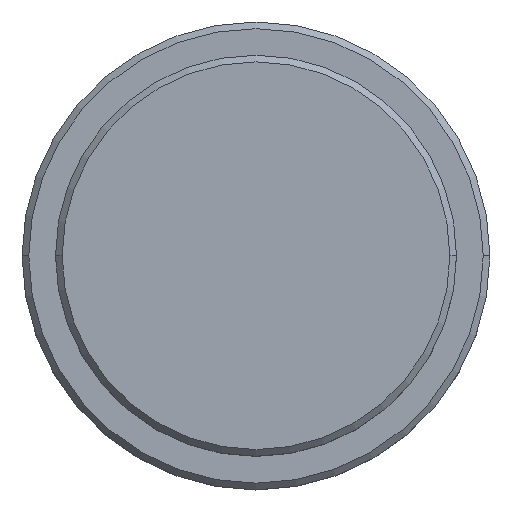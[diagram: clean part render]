
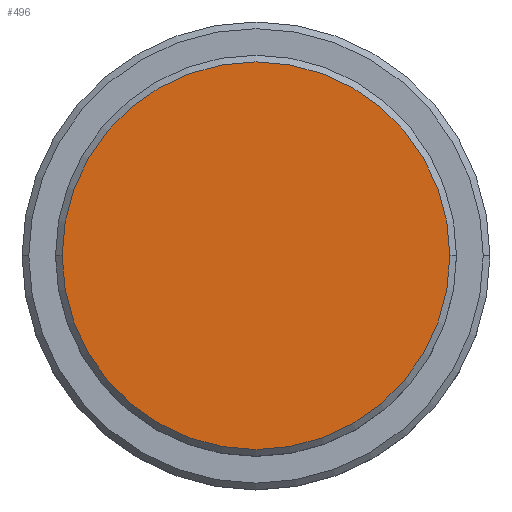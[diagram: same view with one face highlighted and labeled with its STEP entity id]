
A CAD part, top view. The second image highlights one B-rep face of the part: STEP entity #496.
In plain terms, the highlighted planar face has unit normal (0, 0, 1).
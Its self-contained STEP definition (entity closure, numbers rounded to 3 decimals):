
#56 = DIRECTION ( 'NONE',  ( 1., 0., 0. ) ) ;
#103 = DIRECTION ( 'NONE',  ( 0., 0., 1. ) ) ;
#113 = EDGE_LOOP ( 'NONE', ( #1356, #1025 ) ) ;
#150 = AXIS2_PLACEMENT_3D ( 'NONE', #1289, #103, #1091 ) ;
#227 = CARTESIAN_POINT ( 'NONE',  ( 14.5, 0., 0. ) ) ;
#276 = VERTEX_POINT ( 'NONE', #227 ) ;
#297 = AXIS2_PLACEMENT_3D ( 'NONE', #819, #1157, #1270 ) ;
#496 = ADVANCED_FACE ( 'NONE', ( #697 ), #1385, .T. ) ;
#688 = CIRCLE ( 'NONE', #150, 14.5 ) ;
#697 = FACE_OUTER_BOUND ( 'NONE', #113, .T. ) ;
#707 = CARTESIAN_POINT ( 'NONE',  ( 0., 0., 0. ) ) ;
#819 = CARTESIAN_POINT ( 'NONE',  ( 0., 0., 0. ) ) ;
#859 = VERTEX_POINT ( 'NONE', #1218 ) ;
#938 = DIRECTION ( 'NONE',  ( 0., 0., 1. ) ) ;
#1016 = AXIS2_PLACEMENT_3D ( 'NONE', #707, #938, #56 ) ;
#1023 = EDGE_CURVE ( 'NONE', #859, #276, #1257, .T. ) ;
#1025 = ORIENTED_EDGE ( 'NONE', *, *, #1283, .T. ) ;
#1091 = DIRECTION ( 'NONE',  ( 1., 0., 0. ) ) ;
#1157 = DIRECTION ( 'NONE',  ( 0., 0., 1. ) ) ;
#1218 = CARTESIAN_POINT ( 'NONE',  ( -14.5, 0., 0. ) ) ;
#1257 = CIRCLE ( 'NONE', #297, 14.5 ) ;
#1270 = DIRECTION ( 'NONE',  ( 1., 0., 0. ) ) ;
#1283 = EDGE_CURVE ( 'NONE', #276, #859, #688, .T. ) ;
#1289 = CARTESIAN_POINT ( 'NONE',  ( 0., 0., 0. ) ) ;
#1356 = ORIENTED_EDGE ( 'NONE', *, *, #1023, .T. ) ;
#1385 = PLANE ( 'NONE',  #1016 ) ;
